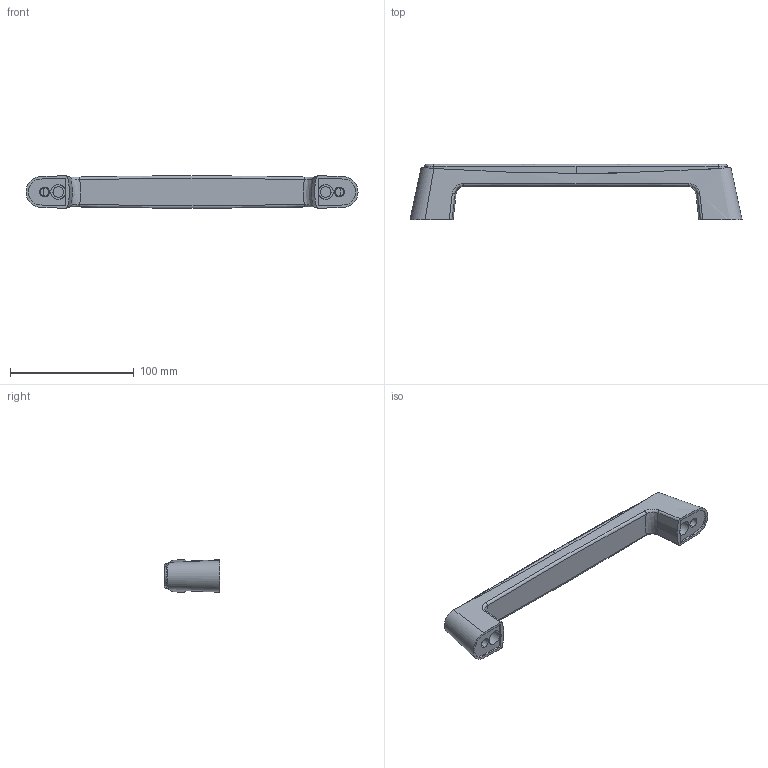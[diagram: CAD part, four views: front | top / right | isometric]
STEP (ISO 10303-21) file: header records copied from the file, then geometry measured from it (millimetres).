
FILE_DESCRIPTION (( 'STEP AP203' ), '1' );
FILE_NAME ('sone3D.STEP', '2017-11-02T02:32:24', ( '' ), ( '' ), 'SwSTEP 2.0', 'SolidWorks 2014', '' );
FILE_SCHEMA (( 'CONFIG_CONTROL_DESIGN' ));
Length unit declared in the file: millimetre
Products named in the file (3): A-178-2_本体 ; A-178-2_カバー ; sone3D
Assembly tree (2 placements, depth 2):
  sone3D
    A-178-2_本体 
    A-178-2_カバー 
Bounding box: 268 x 44.5 x 26.5 mm (x, y, z)
Volume: 90512.7 mm3; surface area: 52665.4 mm2
Topology: 2 solids, 2 shells, 88 faces, 230 edges, 150 vertices
Faces by surface type: cylinder 40, plane 27, bspline 16, torus 5
Entity records: 4025 total; most frequent: CARTESIAN_POINT 1573, ORIENTED_EDGE 460, DIRECTION 459, EDGE_CURVE 230, AXIS2_PLACEMENT_3D 195, VERTEX_POINT 150, CIRCLE 118, EDGE_LOOP 100
